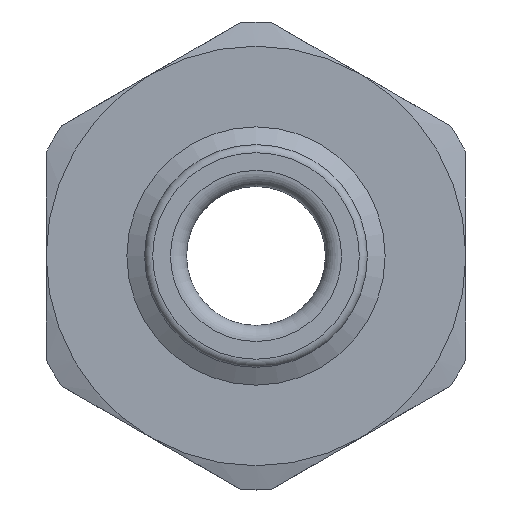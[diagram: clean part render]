
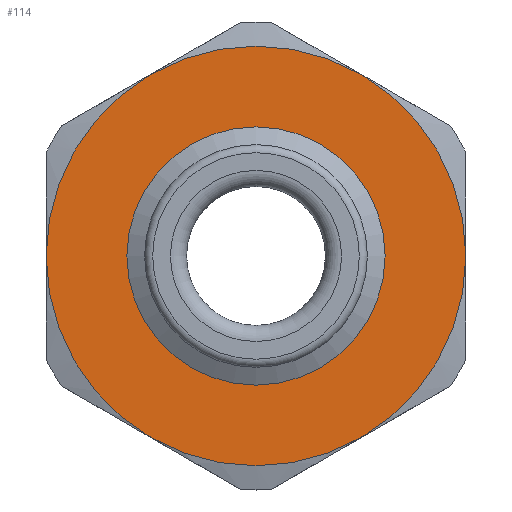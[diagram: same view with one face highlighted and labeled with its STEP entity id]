
A CAD part, left-side view. The second image highlights one B-rep face of the part: STEP entity #114.
In plain terms, the highlighted planar face has unit normal (-1, 0, 0).
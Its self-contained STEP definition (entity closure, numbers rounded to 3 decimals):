
#114 = ADVANCED_FACE( '', ( #221, #222 ), #223, .T. );
#221 = FACE_BOUND( '', #350, .T. );
#222 = FACE_OUTER_BOUND( '', #351, .T. );
#223 = PLANE( '', #352 );
#350 = EDGE_LOOP( '', ( #672 ) );
#351 = EDGE_LOOP( '', ( #673, #674, #675, #676, #677, #678 ) );
#352 = AXIS2_PLACEMENT_3D( '', #679, #680, #681 );
#672 = ORIENTED_EDGE( '', *, *, #882, .T. );
#673 = ORIENTED_EDGE( '', *, *, #870, .F. );
#674 = ORIENTED_EDGE( '', *, *, #871, .F. );
#675 = ORIENTED_EDGE( '', *, *, #874, .F. );
#676 = ORIENTED_EDGE( '', *, *, #866, .F. );
#677 = ORIENTED_EDGE( '', *, *, #873, .F. );
#678 = ORIENTED_EDGE( '', *, *, #872, .F. );
#679 = CARTESIAN_POINT( '', ( -5.4, 13., 0. ) );
#680 = DIRECTION( '', ( -1., 0., 0. ) );
#681 = DIRECTION( '', ( 0., 0., 1. ) );
#866 = EDGE_CURVE( '', #988, #896, #1044, .T. );
#870 = EDGE_CURVE( '', #998, #1010, #1048, .T. );
#871 = EDGE_CURVE( '', #1022, #998, #1049, .T. );
#872 = EDGE_CURVE( '', #1010, #916, #1050, .T. );
#873 = EDGE_CURVE( '', #916, #988, #1051, .T. );
#874 = EDGE_CURVE( '', #896, #1022, #1052, .T. );
#882 = EDGE_CURVE( '', #1067, #1067, #1068, .T. );
#896 = VERTEX_POINT( '', #1087 );
#916 = VERTEX_POINT( '', #1127 );
#988 = VERTEX_POINT( '', #1472 );
#998 = VERTEX_POINT( '', #1497 );
#1010 = VERTEX_POINT( '', #1527 );
#1022 = VERTEX_POINT( '', #1553 );
#1044 = CIRCLE( '', #1588, 13. );
#1048 = CIRCLE( '', #1592, 13. );
#1049 = CIRCLE( '', #1593, 13. );
#1050 = CIRCLE( '', #1594, 13. );
#1051 = CIRCLE( '', #1595, 13. );
#1052 = CIRCLE( '', #1596, 13. );
#1067 = VERTEX_POINT( '', #1611 );
#1068 = CIRCLE( '', #1612, 6.9 );
#1087 = CARTESIAN_POINT( '', ( -5.4, -6.5, -11.258 ) );
#1127 = CARTESIAN_POINT( '', ( -5.4, -6.5, 11.258 ) );
#1472 = CARTESIAN_POINT( '', ( -5.4, -13., 0. ) );
#1497 = CARTESIAN_POINT( '', ( -5.4, 13., 0. ) );
#1527 = CARTESIAN_POINT( '', ( -5.4, 6.5, 11.258 ) );
#1553 = CARTESIAN_POINT( '', ( -5.4, 6.5, -11.258 ) );
#1588 = AXIS2_PLACEMENT_3D( '', #1747, #1748, #1749 );
#1592 = AXIS2_PLACEMENT_3D( '', #1759, #1760, #1761 );
#1593 = AXIS2_PLACEMENT_3D( '', #1762, #1763, #1764 );
#1594 = AXIS2_PLACEMENT_3D( '', #1765, #1766, #1767 );
#1595 = AXIS2_PLACEMENT_3D( '', #1768, #1769, #1770 );
#1596 = AXIS2_PLACEMENT_3D( '', #1771, #1772, #1773 );
#1611 = CARTESIAN_POINT( '', ( -5.4, 0., -6.9 ) );
#1612 = AXIS2_PLACEMENT_3D( '', #1795, #1796, #1797 );
#1747 = CARTESIAN_POINT( '', ( -5.4, 0., 0. ) );
#1748 = DIRECTION( '', ( 1., 0., 0. ) );
#1749 = DIRECTION( '', ( 0., 0., -1. ) );
#1759 = CARTESIAN_POINT( '', ( -5.4, 0., 0. ) );
#1760 = DIRECTION( '', ( 1., 0., 0. ) );
#1761 = DIRECTION( '', ( 0., 0., -1. ) );
#1762 = CARTESIAN_POINT( '', ( -5.4, 0., 0. ) );
#1763 = DIRECTION( '', ( 1., 0., 0. ) );
#1764 = DIRECTION( '', ( 0., 0., -1. ) );
#1765 = CARTESIAN_POINT( '', ( -5.4, 0., 0. ) );
#1766 = DIRECTION( '', ( 1., 0., 0. ) );
#1767 = DIRECTION( '', ( 0., 0., -1. ) );
#1768 = CARTESIAN_POINT( '', ( -5.4, 0., 0. ) );
#1769 = DIRECTION( '', ( 1., 0., 0. ) );
#1770 = DIRECTION( '', ( 0., 0., -1. ) );
#1771 = CARTESIAN_POINT( '', ( -5.4, 0., 0. ) );
#1772 = DIRECTION( '', ( 1., 0., 0. ) );
#1773 = DIRECTION( '', ( 0., 0., -1. ) );
#1795 = CARTESIAN_POINT( '', ( -5.4, 0., 0. ) );
#1796 = DIRECTION( '', ( 1., 0., 0. ) );
#1797 = DIRECTION( '', ( 0., 0., -1. ) );
